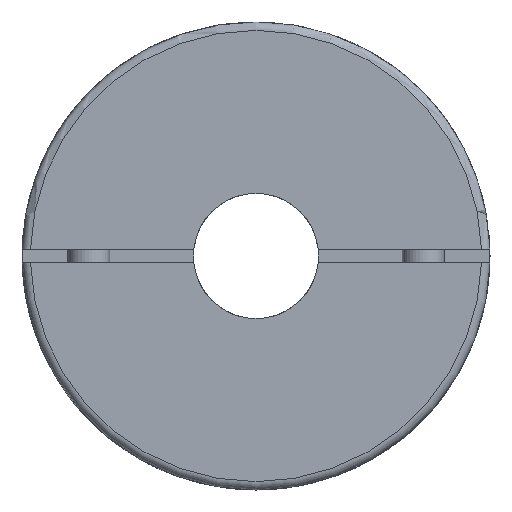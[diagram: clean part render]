
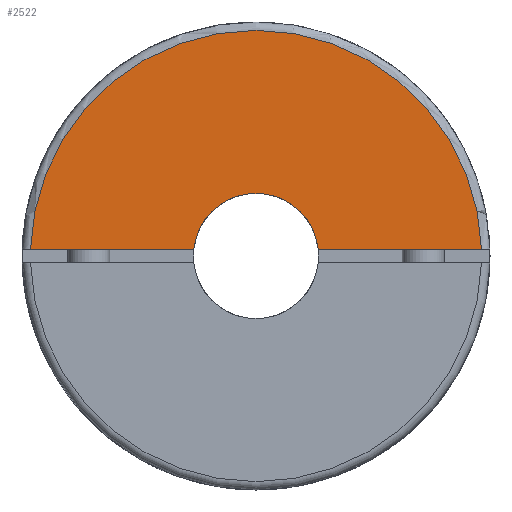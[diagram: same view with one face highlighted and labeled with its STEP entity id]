
A CAD part, left-side view. The second image highlights one B-rep face of the part: STEP entity #2522.
In plain terms, the highlighted planar face has unit normal (-1, 0, 0).
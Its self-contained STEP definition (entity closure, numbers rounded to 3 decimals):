
#69=PLANE('',#2743);
#194=CIRCLE('',#2742,7.5);
#195=CIRCLE('',#2744,27.);
#282=LINE('',#3950,#488);
#283=LINE('',#3951,#489);
#488=VECTOR('',#3070,1000.);
#489=VECTOR('',#3071,1000.);
#729=ORIENTED_EDGE('',*,*,#1427,.F.);
#730=ORIENTED_EDGE('',*,*,#1428,.T.);
#731=ORIENTED_EDGE('',*,*,#1425,.T.);
#732=ORIENTED_EDGE('',*,*,#1429,.T.);
#1425=EDGE_CURVE('',#1772,#1771,#194,.T.);
#1427=EDGE_CURVE('',#1773,#1774,#195,.T.);
#1428=EDGE_CURVE('',#1773,#1772,#282,.T.);
#1429=EDGE_CURVE('',#1771,#1774,#283,.T.);
#1771=VERTEX_POINT('',#3942);
#1772=VERTEX_POINT('',#3944);
#1773=VERTEX_POINT('',#3948);
#1774=VERTEX_POINT('',#3949);
#2034=EDGE_LOOP('',(#729,#730,#731,#732));
#2260=FACE_BOUND('',#2034,.T.);
#2522=ADVANCED_FACE('',(#2260),#69,.T.);
#2742=AXIS2_PLACEMENT_3D('',#3943,#3063,#3064);
#2743=AXIS2_PLACEMENT_3D('',#3946,#3066,#3067);
#2744=AXIS2_PLACEMENT_3D('',#3947,#3068,#3069);
#3063=DIRECTION('',(1.,0.,0.));
#3064=DIRECTION('',(0.,0.,-1.));
#3066=DIRECTION('',(-1.,0.,0.));
#3067=DIRECTION('',(0.,0.,1.));
#3068=DIRECTION('',(1.,0.,0.));
#3069=DIRECTION('',(0.,0.,-1.));
#3070=DIRECTION('',(0.,-1.,0.));
#3071=DIRECTION('',(0.,-1.,0.));
#3942=CARTESIAN_POINT('',(0.,-7.462,0.75));
#3943=CARTESIAN_POINT('',(0.,0.,0.));
#3944=CARTESIAN_POINT('',(0.,7.462,0.75));
#3946=CARTESIAN_POINT('',(0.,27.,0.));
#3947=CARTESIAN_POINT('',(0.,0.,0.));
#3948=CARTESIAN_POINT('',(0.,26.99,0.75));
#3949=CARTESIAN_POINT('',(0.,-26.99,0.75));
#3950=CARTESIAN_POINT('',(0.,28.,0.75));
#3951=CARTESIAN_POINT('',(0.,28.,0.75));
